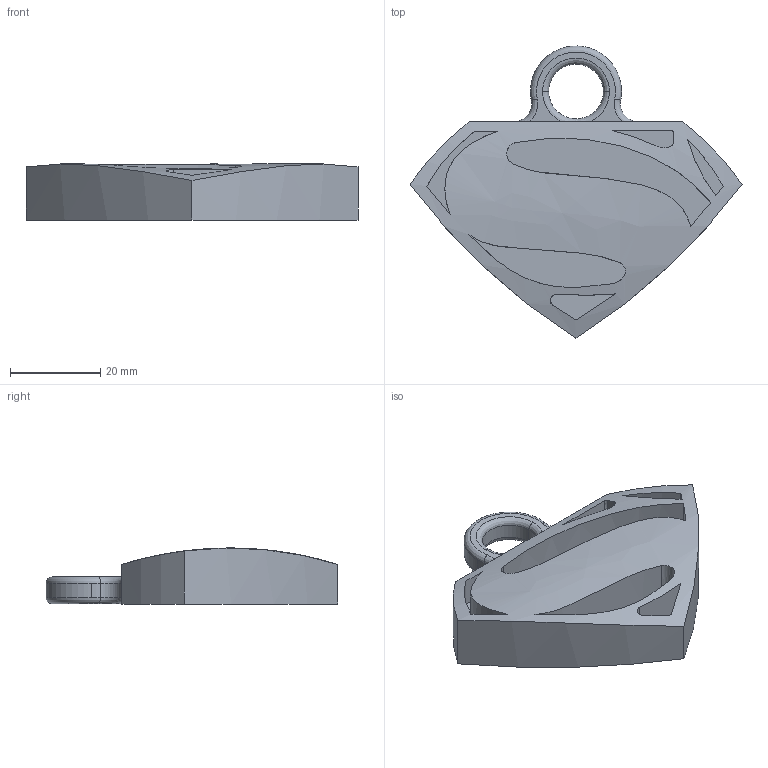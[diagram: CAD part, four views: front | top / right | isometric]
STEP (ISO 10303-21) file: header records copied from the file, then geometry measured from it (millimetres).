
FILE_DESCRIPTION(('FreeCAD Model'),'2;1');
FILE_NAME('Open CASCADE Shape Model','2025-05-04T05:21:40',('FreeCAD'),( 'FreeCAD'),'Open CASCADE STEP processor 7.6','FreeCAD','Unknown');
FILE_SCHEMA(('AUTOMOTIVE_DESIGN { 1 0 10303 214 1 1 1 1 }'));
Length unit declared in the file: millimetre
Products named in the file (1): Open CASCADE STEP translator 7.6 1
Bounding box: 73.71 x 64.82 x 12.45 mm (x, y, z)
Volume: 21614.6 mm3; surface area: 9844.3 mm2
Topology: 1 solids, 1 shells, 60 faces, 157 edges, 104 vertices
Faces by surface type: bspline 60
Entity records: 2459 total; most frequent: CARTESIAN_POINT 1511, ORIENTED_EDGE 314, EDGE_CURVE 157, B_SPLINE_CURVE_WITH_KNOTS 119, VERTEX_POINT 104, FACE_BOUND 67, EDGE_LOOP 67, ADVANCED_FACE 60
